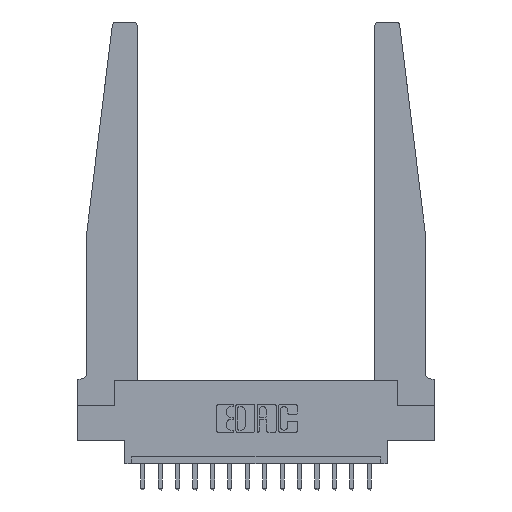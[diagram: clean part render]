
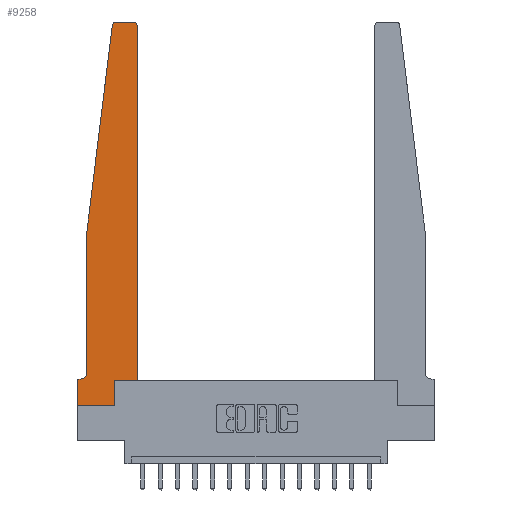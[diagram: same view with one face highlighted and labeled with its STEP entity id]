
A CAD part, top view. The second image highlights one B-rep face of the part: STEP entity #9258.
In plain terms, the highlighted planar face has unit normal (0, 0, 1).
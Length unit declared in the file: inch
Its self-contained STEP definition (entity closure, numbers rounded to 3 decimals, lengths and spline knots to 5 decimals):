
#103 = ORIENTED_EDGE ( 'NONE', *, *, #207, .T. ) ;
#207 = EDGE_CURVE ( 'NONE', #15092, #5886, #2336, .T. ) ;
#598 = CARTESIAN_POINT ( 'NONE',  ( 0.24675, 2.72367, 0.37 ) ) ;
#605 = EDGE_CURVE ( 'NONE', #10599, #9244, #13208, .T. ) ;
#680 = ORIENTED_EDGE ( 'NONE', *, *, #15417, .T. ) ;
#840 = CARTESIAN_POINT ( 'NONE',  ( 0.425, 0.18, 0.37 ) ) ;
#1220 = VECTOR ( 'NONE', #11675, 39.37008 ) ;
#1672 = CIRCLE ( 'NONE', #4572, 0.03 ) ;
#1923 = DIRECTION ( 'NONE',  ( 0., 1., 0. ) ) ;
#2324 = VERTEX_POINT ( 'NONE', #11119 ) ;
#2336 = LINE ( 'NONE', #4972, #13355 ) ;
#2475 = ORIENTED_EDGE ( 'NONE', *, *, #16249, .T. ) ;
#2692 = CARTESIAN_POINT ( 'NONE',  ( 0.425, 0.18, 0.37 ) ) ;
#2995 = ORIENTED_EDGE ( 'NONE', *, *, #13294, .T. ) ;
#3016 = CARTESIAN_POINT ( 'NONE',  ( 0.27653, 2.75, 0.37 ) ) ;
#3184 = CARTESIAN_POINT ( 'NONE',  ( 0.2605, 0.18, 0.37 ) ) ;
#3369 = LINE ( 'NONE', #16835, #17281 ) ;
#3861 = DIRECTION ( 'NONE',  ( 0., 0., 1. ) ) ;
#4101 = ORIENTED_EDGE ( 'NONE', *, *, #8026, .T. ) ;
#4164 = VERTEX_POINT ( 'NONE', #3016 ) ;
#4311 = CARTESIAN_POINT ( 'NONE',  ( 0.425, 2.72, 0.37 ) ) ;
#4443 = ORIENTED_EDGE ( 'NONE', *, *, #6128, .T. ) ;
#4572 = AXIS2_PLACEMENT_3D ( 'NONE', #5726, #16492, #5648 ) ;
#4632 = DIRECTION ( 'NONE',  ( -1., 0., 0. ) ) ;
#4820 = CARTESIAN_POINT ( 'NONE',  ( 0.065, 0.1875, 0.37 ) ) ;
#4868 = LINE ( 'NONE', #9006, #15406 ) ;
#4972 = CARTESIAN_POINT ( 'NONE',  ( 0.065, 1.25, 0.37 ) ) ;
#5438 = VECTOR ( 'NONE', #4632, 39.37008 ) ;
#5648 = DIRECTION ( 'NONE',  ( 1., 0., 0. ) ) ;
#5652 = PLANE ( 'NONE',  #6036 ) ;
#5726 = CARTESIAN_POINT ( 'NONE',  ( 0.395, 2.72, 0.37 ) ) ;
#5829 = CARTESIAN_POINT ( 'NONE',  ( 0., 0.1875, 0.37 ) ) ;
#5886 = VERTEX_POINT ( 'NONE', #7864 ) ;
#6036 = AXIS2_PLACEMENT_3D ( 'NONE', #5829, #8458, #9716 ) ;
#6128 = EDGE_CURVE ( 'NONE', #7638, #4164, #8491, .T. ) ;
#6296 = VECTOR ( 'NONE', #12847, 39.37008 ) ;
#6367 = DIRECTION ( 'NONE',  ( 0., 1., 0. ) ) ;
#6547 = EDGE_LOOP ( 'NONE', ( #4443, #17047, #11992, #103, #14602, #12899, #680, #2475, #2995, #7974, #16435, #4101 ) ) ;
#7587 = AXIS2_PLACEMENT_3D ( 'NONE', #14858, #9275, #14767 ) ;
#7638 = VERTEX_POINT ( 'NONE', #8386 ) ;
#7864 = CARTESIAN_POINT ( 'NONE',  ( 0.065, 0.2375, 0.37 ) ) ;
#7974 = ORIENTED_EDGE ( 'NONE', *, *, #8135, .T. ) ;
#8026 = EDGE_CURVE ( 'NONE', #9244, #7638, #1672, .T. ) ;
#8093 = CARTESIAN_POINT ( 'NONE',  ( 0.27653, 2.72, 0.37 ) ) ;
#8111 = CARTESIAN_POINT ( 'NONE',  ( 0.015, 0.1875, 0.37 ) ) ;
#8135 = EDGE_CURVE ( 'NONE', #15287, #10599, #17130, .T. ) ;
#8279 = FACE_OUTER_BOUND ( 'NONE', #6547, .T. ) ;
#8386 = CARTESIAN_POINT ( 'NONE',  ( 0.395, 2.75, 0.37 ) ) ;
#8458 = DIRECTION ( 'NONE',  ( 0., 0., 1. ) ) ;
#8491 = LINE ( 'NONE', #15360, #15769 ) ;
#8522 = EDGE_CURVE ( 'NONE', #12252, #12557, #12649, .T. ) ;
#8567 = EDGE_CURVE ( 'NONE', #16532, #15092, #3369, .T. ) ;
#9006 = CARTESIAN_POINT ( 'NONE',  ( 0., 0., 0.37 ) ) ;
#9045 = EDGE_CURVE ( 'NONE', #4164, #16532, #11795, .T. ) ;
#9104 = DIRECTION ( 'NONE',  ( 0., -1., 0. ) ) ;
#9244 = VERTEX_POINT ( 'NONE', #4311 ) ;
#9258 = ADVANCED_FACE ( 'NONE', ( #8279 ), #5652, .T. ) ;
#9275 = DIRECTION ( 'NONE',  ( 0., 0., -1. ) ) ;
#9716 = DIRECTION ( 'NONE',  ( 1., 0., 0. ) ) ;
#10133 = DIRECTION ( 'NONE',  ( -0.122, -0.992, 0. ) ) ;
#10599 = VERTEX_POINT ( 'NONE', #2692 ) ;
#11063 = VERTEX_POINT ( 'NONE', #11996 ) ;
#11119 = CARTESIAN_POINT ( 'NONE',  ( 0., 0., 0.37 ) ) ;
#11579 = CARTESIAN_POINT ( 'NONE',  ( 0., 0., 0.37 ) ) ;
#11675 = DIRECTION ( 'NONE',  ( 1., 0., 0. ) ) ;
#11795 = CIRCLE ( 'NONE', #14089, 0.03 ) ;
#11992 = ORIENTED_EDGE ( 'NONE', *, *, #8567, .T. ) ;
#11996 = CARTESIAN_POINT ( 'NONE',  ( 0.2605, 0., 0.37 ) ) ;
#12252 = VERTEX_POINT ( 'NONE', #8111 ) ;
#12557 = VERTEX_POINT ( 'NONE', #16496 ) ;
#12618 = EDGE_CURVE ( 'NONE', #5886, #12252, #17127, .T. ) ;
#12620 = DIRECTION ( 'NONE',  ( -1., 0., 0. ) ) ;
#12649 = LINE ( 'NONE', #4820, #5438 ) ;
#12847 = DIRECTION ( 'NONE',  ( 1., 0., 0. ) ) ;
#12899 = ORIENTED_EDGE ( 'NONE', *, *, #8522, .T. ) ;
#13111 = LINE ( 'NONE', #11579, #1220 ) ;
#13208 = LINE ( 'NONE', #840, #15139 ) ;
#13254 = DIRECTION ( 'NONE',  ( 0., -1., 0. ) ) ;
#13294 = EDGE_CURVE ( 'NONE', #11063, #15287, #14275, .T. ) ;
#13355 = VECTOR ( 'NONE', #13254, 39.37008 ) ;
#14089 = AXIS2_PLACEMENT_3D ( 'NONE', #8093, #3861, #14683 ) ;
#14275 = LINE ( 'NONE', #3184, #14473 ) ;
#14473 = VECTOR ( 'NONE', #1923, 39.37008 ) ;
#14602 = ORIENTED_EDGE ( 'NONE', *, *, #12618, .T. ) ;
#14683 = DIRECTION ( 'NONE',  ( 1., 0., 0. ) ) ;
#14767 = DIRECTION ( 'NONE',  ( -1., 0., 0. ) ) ;
#14797 = CARTESIAN_POINT ( 'NONE',  ( 0.065, 1.25, 0.37 ) ) ;
#14858 = CARTESIAN_POINT ( 'NONE',  ( 0.015, 0.2375, 0.37 ) ) ;
#15092 = VERTEX_POINT ( 'NONE', #14797 ) ;
#15139 = VECTOR ( 'NONE', #6367, 39.37008 ) ;
#15287 = VERTEX_POINT ( 'NONE', #17066 ) ;
#15360 = CARTESIAN_POINT ( 'NONE',  ( 0.25, 2.75, 0.37 ) ) ;
#15406 = VECTOR ( 'NONE', #9104, 39.37008 ) ;
#15417 = EDGE_CURVE ( 'NONE', #12557, #2324, #4868, .T. ) ;
#15769 = VECTOR ( 'NONE', #12620, 39.37008 ) ;
#16249 = EDGE_CURVE ( 'NONE', #2324, #11063, #13111, .T. ) ;
#16435 = ORIENTED_EDGE ( 'NONE', *, *, #605, .T. ) ;
#16492 = DIRECTION ( 'NONE',  ( 0., 0., 1. ) ) ;
#16496 = CARTESIAN_POINT ( 'NONE',  ( 0., 0.1875, 0.37 ) ) ;
#16532 = VERTEX_POINT ( 'NONE', #598 ) ;
#16835 = CARTESIAN_POINT ( 'NONE',  ( 0.065, 1.25, 0.37 ) ) ;
#16945 = CARTESIAN_POINT ( 'NONE',  ( 0.425, 0.18, 0.37 ) ) ;
#17047 = ORIENTED_EDGE ( 'NONE', *, *, #9045, .T. ) ;
#17066 = CARTESIAN_POINT ( 'NONE',  ( 0.2605, 0.18, 0.37 ) ) ;
#17127 = CIRCLE ( 'NONE', #7587, 0.05 ) ;
#17130 = LINE ( 'NONE', #16945, #6296 ) ;
#17281 = VECTOR ( 'NONE', #10133, 39.37008 ) ;
